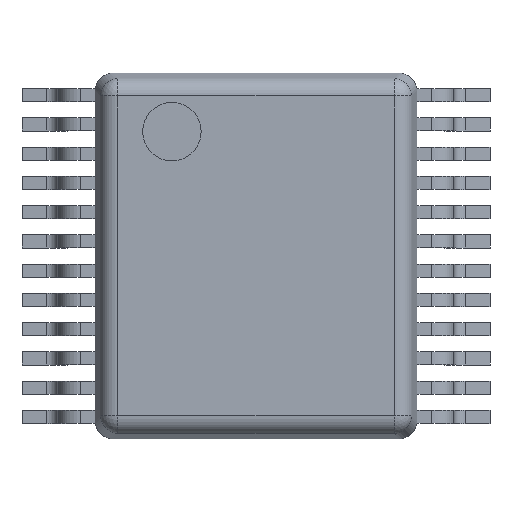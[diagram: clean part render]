
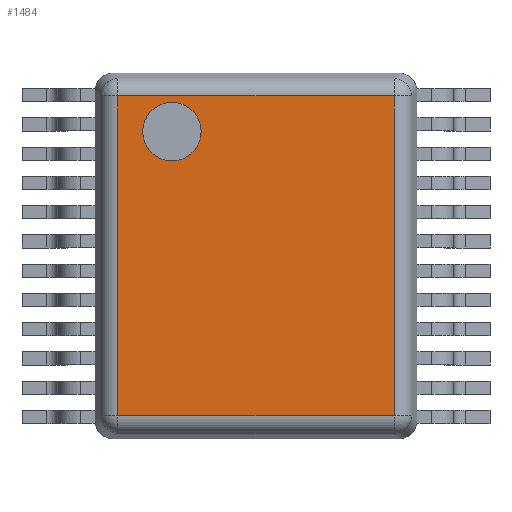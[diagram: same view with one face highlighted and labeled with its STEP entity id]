
A CAD part, top view. The second image highlights one B-rep face of the part: STEP entity #1484.
In plain terms, the highlighted face is planar.
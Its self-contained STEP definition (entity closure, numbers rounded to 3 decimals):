
#637=CARTESIAN_POINT('',(-1.15,0.45,-1.7));
#638=DIRECTION('',(0.,-1.,0.));
#639=DIRECTION('',(1.,0.,0.));
#640=AXIS2_PLACEMENT_3D('',#637,#638,#639);
#645=CARTESIAN_POINT('',(-1.15,0.45,-1.7));
#646=DIRECTION('',(0.,-1.,0.));
#647=DIRECTION('',(-1.,0.,0.));
#648=AXIS2_PLACEMENT_3D('',#645,#646,#647);
#653=DIRECTION('',(0.,0.,1.));
#654=VECTOR('',#653,4.375);
#655=CARTESIAN_POINT('',(-1.888,0.45,-2.188));
#656=LINE('',#655,#654);
#660=DIRECTION('',(-1.,0.,0.));
#661=VECTOR('',#660,3.775);
#662=CARTESIAN_POINT('',(1.888,0.45,-2.188));
#663=LINE('',#662,#661);
#667=DIRECTION('',(0.,0.,-1.));
#668=VECTOR('',#667,4.375);
#669=CARTESIAN_POINT('',(1.888,0.45,2.188));
#670=LINE('',#669,#668);
#674=DIRECTION('',(1.,0.,0.));
#675=VECTOR('',#674,3.775);
#676=CARTESIAN_POINT('',(-1.888,0.45,2.188));
#677=LINE('',#676,#675);
#848=CARTESIAN_POINT('',(-0.75,0.45,-1.7));
#849=CARTESIAN_POINT('',(-1.55,0.45,-1.7));
#850=VERTEX_POINT('',#848);
#851=VERTEX_POINT('',#849);
#864=CARTESIAN_POINT('',(-1.888,0.45,-2.188));
#865=CARTESIAN_POINT('',(-1.888,0.45,2.188));
#866=VERTEX_POINT('',#864);
#867=VERTEX_POINT('',#865);
#872=CARTESIAN_POINT('',(1.888,0.45,2.188));
#873=CARTESIAN_POINT('',(1.888,0.45,-2.188));
#874=VERTEX_POINT('',#872);
#875=VERTEX_POINT('',#873);
#1467=CARTESIAN_POINT('',(0.,0.45,0.));
#1468=DIRECTION('',(0.,1.,0.));
#1469=DIRECTION('',(1.,0.,0.));
#1470=AXIS2_PLACEMENT_3D('',#1467,#1468,#1469);
#1471=PLANE('',#1470);
#1472=ORIENTED_EDGE('',*,*,#1391,.F.);
#1473=ORIENTED_EDGE('',*,*,#1458,.F.);
#1474=ORIENTED_EDGE('',*,*,#1300,.F.);
#1475=ORIENTED_EDGE('',*,*,#1329,.F.);
#1476=EDGE_LOOP('',(#1472,#1473,#1474,#1475));
#1477=FACE_OUTER_BOUND('',#1476,.F.);
#1479=ORIENTED_EDGE('',*,*,#1478,.F.);
#1481=ORIENTED_EDGE('',*,*,#1480,.F.);
#1482=EDGE_LOOP('',(#1479,#1481));
#1483=FACE_BOUND('',#1482,.F.);
#641=CIRCLE('',#640,0.4);
#649=CIRCLE('',#648,0.4);
#1300=EDGE_CURVE('',#874,#875,#670,.T.);
#1329=EDGE_CURVE('',#867,#874,#677,.T.);
#1391=EDGE_CURVE('',#866,#867,#656,.T.);
#1458=EDGE_CURVE('',#875,#866,#663,.T.);
#1478=EDGE_CURVE('',#850,#851,#641,.T.);
#1480=EDGE_CURVE('',#851,#850,#649,.T.);
#1484=ADVANCED_FACE('',(#1477,#1483),#1471,.T.);
